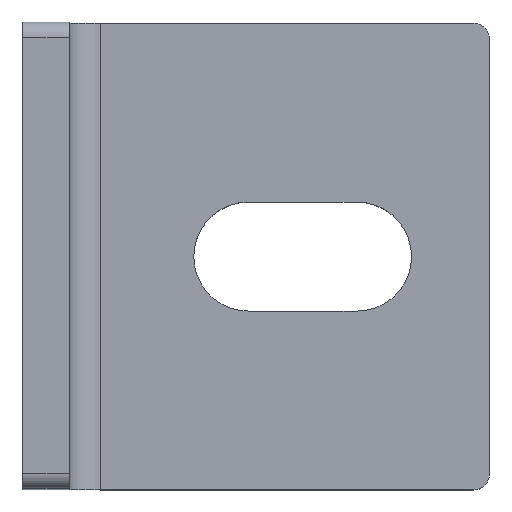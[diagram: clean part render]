
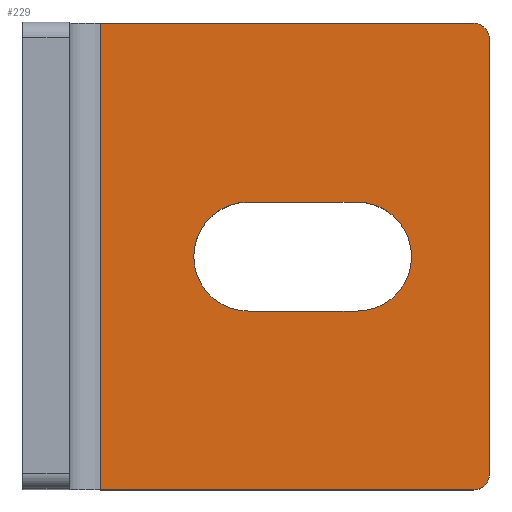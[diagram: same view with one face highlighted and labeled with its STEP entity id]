
A CAD part, top view. The second image highlights one B-rep face of the part: STEP entity #229.
In plain terms, the highlighted planar face has unit normal (0, 0, 1).
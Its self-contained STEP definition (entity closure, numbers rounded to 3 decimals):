
#18=CARTESIAN_POINT('',(-19.,0.,3.0));
#19=VERTEX_POINT('',#18);
#26=CARTESIAN_POINT('',(-15.5,-3.5,3.0));
#27=VERTEX_POINT('',#26);
#28=CARTESIAN_POINT('',(-15.5,0.,3.0));
#29=DIRECTION('',(0.0,0.,-1.0));
#30=DIRECTION('',(1.0,0.0,0.0));
#31=AXIS2_PLACEMENT_3D('',#28,#29,#30);
#32=CIRCLE('',#31,3.5);
#33=EDGE_CURVE('',#27,#19,#32,.T.);
#137=CARTESIAN_POINT('',(1.25,16.5,3.));
#138=DIRECTION('',(0.0,0.0,1.0));
#139=DIRECTION('',(-1.0,0.0,0.0));
#140=AXIS2_PLACEMENT_3D('',#137,#138,#139);
#141=PLANE('',#140);
#142=CARTESIAN_POINT('',(-1.0,15.0,3.));
#143=VERTEX_POINT('',#142);
#144=CARTESIAN_POINT('',(-25.,15.0,3.));
#145=VERTEX_POINT('',#144);
#146=CARTESIAN_POINT('',(-1.0,15.0,3.));
#147=DIRECTION('',(-1.0,0.0,0.0));
#148=VECTOR('',#147,24.);
#149=LINE('',#146,#148);
#150=EDGE_CURVE('',#143,#145,#149,.T.);
#151=ORIENTED_EDGE('',*,*,#150,.T.);
#152=CARTESIAN_POINT('',(-25.,-15.0,3.));
#153=VERTEX_POINT('',#152);
#154=CARTESIAN_POINT('',(-25.,15.0,3.));
#155=DIRECTION('',(0.0,-1.0,0.0));
#156=VECTOR('',#155,30.0);
#157=LINE('',#154,#156);
#158=EDGE_CURVE('',#145,#153,#157,.T.);
#159=ORIENTED_EDGE('',*,*,#158,.T.);
#160=CARTESIAN_POINT('',(-1.0,-15.0,3.));
#161=VERTEX_POINT('',#160);
#162=CARTESIAN_POINT('',(-1.0,-15.0,3.));
#163=DIRECTION('',(-1.0,0.0,0.0));
#164=VECTOR('',#163,24.);
#165=LINE('',#162,#164);
#166=EDGE_CURVE('',#161,#153,#165,.T.);
#167=ORIENTED_EDGE('',*,*,#166,.F.);
#168=CARTESIAN_POINT('',(0.0,-14.0,3.));
#169=VERTEX_POINT('',#168);
#170=CARTESIAN_POINT('',(-1.0,-14.0,3.));
#171=DIRECTION('',(0.0,0.,1.0));
#172=DIRECTION('',(-1.0,0.0,0.0));
#173=AXIS2_PLACEMENT_3D('',#170,#171,#172);
#174=CIRCLE('',#173,1.);
#175=EDGE_CURVE('',#161,#169,#174,.T.);
#176=ORIENTED_EDGE('',*,*,#175,.T.);
#177=CARTESIAN_POINT('',(0.0,14.0,3.));
#178=VERTEX_POINT('',#177);
#179=CARTESIAN_POINT('',(0.0,14.0,3.));
#180=DIRECTION('',(0.0,-1.0,0.0));
#181=VECTOR('',#180,28.0);
#182=LINE('',#179,#181);
#183=EDGE_CURVE('',#178,#169,#182,.T.);
#184=ORIENTED_EDGE('',*,*,#183,.F.);
#185=CARTESIAN_POINT('',(-1.0,14.0,3.));
#186=DIRECTION('',(0.0,0.,1.0));
#187=DIRECTION('',(-1.0,0.0,0.0));
#188=AXIS2_PLACEMENT_3D('',#185,#186,#187);
#189=CIRCLE('',#188,1.);
#190=EDGE_CURVE('',#178,#143,#189,.T.);
#191=ORIENTED_EDGE('',*,*,#190,.T.);
#192=EDGE_LOOP('',(#151,#159,#167,#176,#184,#191));
#193=FACE_OUTER_BOUND('',#192,.T.);
#194=ORIENTED_EDGE('',*,*,#33,.T.);
#195=CARTESIAN_POINT('',(-15.5,3.5,3.0));
#196=VERTEX_POINT('',#195);
#197=CARTESIAN_POINT('',(-15.5,0.,3.0));
#198=DIRECTION('',(0.0,0.,-1.0));
#199=DIRECTION('',(1.0,0.0,0.0));
#200=AXIS2_PLACEMENT_3D('',#197,#198,#199);
#201=CIRCLE('',#200,3.5);
#202=EDGE_CURVE('',#19,#196,#201,.T.);
#203=ORIENTED_EDGE('',*,*,#202,.T.);
#204=CARTESIAN_POINT('',(-8.5,3.5,3.0));
#205=VERTEX_POINT('',#204);
#206=CARTESIAN_POINT('',(-15.5,3.5,3.0));
#207=DIRECTION('',(1.0,0.0,0.0));
#208=VECTOR('',#207,7.);
#209=LINE('',#206,#208);
#210=EDGE_CURVE('',#196,#205,#209,.T.);
#211=ORIENTED_EDGE('',*,*,#210,.T.);
#212=CARTESIAN_POINT('',(-8.5,-3.5,3.0));
#213=VERTEX_POINT('',#212);
#214=CARTESIAN_POINT('',(-8.5,0.,3.0));
#215=DIRECTION('',(0.0,0.,-1.0));
#216=DIRECTION('',(-1.0,0.0,0.0));
#217=AXIS2_PLACEMENT_3D('',#214,#215,#216);
#218=CIRCLE('',#217,3.5);
#219=EDGE_CURVE('',#205,#213,#218,.T.);
#220=ORIENTED_EDGE('',*,*,#219,.T.);
#221=CARTESIAN_POINT('',(-8.5,-3.5,3.0));
#222=DIRECTION('',(-1.0,0.0,0.0));
#223=VECTOR('',#222,7.);
#224=LINE('',#221,#223);
#225=EDGE_CURVE('',#213,#27,#224,.T.);
#226=ORIENTED_EDGE('',*,*,#225,.T.);
#227=EDGE_LOOP('',(#194,#203,#211,#220,#226));
#228=FACE_BOUND('',#227,.T.);
#229=ADVANCED_FACE('',(#193,#228),#141,.T.);
